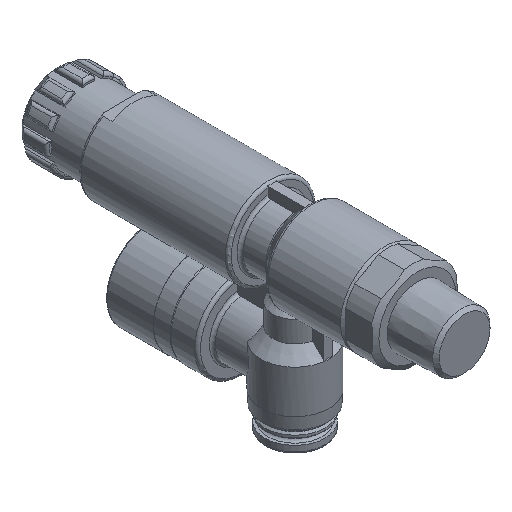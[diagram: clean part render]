
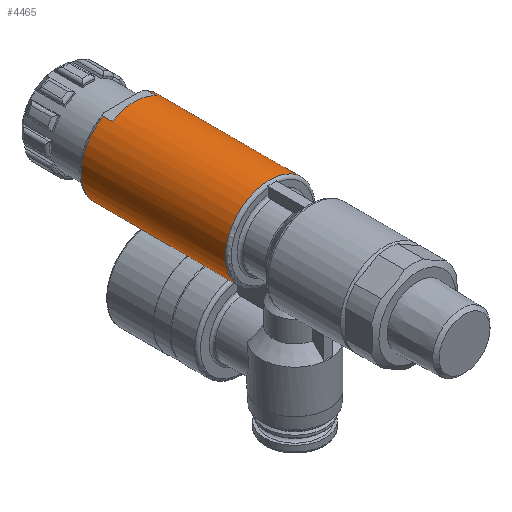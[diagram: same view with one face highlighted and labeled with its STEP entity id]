
A CAD part, isometric view. The second image highlights one B-rep face of the part: STEP entity #4465.
In plain terms, the highlighted cylindrical face has radius 7.5 mm (diameter 15 mm), a full revolution.
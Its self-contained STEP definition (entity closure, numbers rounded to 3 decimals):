
#324=LINE('',#5872,#484);
#325=LINE('',#5876,#485);
#326=LINE('',#5880,#486);
#327=LINE('',#5884,#487);
#328=LINE('',#5885,#488);
#329=LINE('',#5890,#489);
#484=VECTOR('',#5015,1000.);
#485=VECTOR('',#5018,1000.);
#486=VECTOR('',#5021,1000.);
#487=VECTOR('',#5024,1000.);
#488=VECTOR('',#5025,1000.);
#489=VECTOR('',#5028,1000.);
#644=ORIENTED_EDGE('',*,*,#1626,.F.);
#645=ORIENTED_EDGE('',*,*,#1627,.F.);
#646=ORIENTED_EDGE('',*,*,#1628,.F.);
#647=ORIENTED_EDGE('',*,*,#1629,.F.);
#648=ORIENTED_EDGE('',*,*,#1630,.F.);
#649=ORIENTED_EDGE('',*,*,#1631,.F.);
#650=ORIENTED_EDGE('',*,*,#1632,.F.);
#651=ORIENTED_EDGE('',*,*,#1633,.F.);
#652=ORIENTED_EDGE('',*,*,#1634,.F.);
#653=ORIENTED_EDGE('',*,*,#1635,.T.);
#654=ORIENTED_EDGE('',*,*,#1636,.T.);
#655=ORIENTED_EDGE('',*,*,#1637,.F.);
#1626=EDGE_CURVE('',#2117,#2118,#2454,.T.);
#1627=EDGE_CURVE('',#2119,#2117,#324,.F.);
#1628=EDGE_CURVE('',#2120,#2119,#2455,.T.);
#1629=EDGE_CURVE('',#2121,#2120,#325,.T.);
#1630=EDGE_CURVE('',#2122,#2121,#2456,.T.);
#1631=EDGE_CURVE('',#2123,#2122,#326,.F.);
#1632=EDGE_CURVE('',#2124,#2123,#2457,.T.);
#1633=EDGE_CURVE('',#2118,#2124,#327,.T.);
#1634=EDGE_CURVE('',#2125,#2126,#328,.T.);
#1635=EDGE_CURVE('',#2125,#2127,#2458,.T.);
#1636=EDGE_CURVE('',#2127,#2128,#329,.T.);
#1637=EDGE_CURVE('',#2126,#2128,#2459,.T.);
#2117=VERTEX_POINT('',#5870);
#2118=VERTEX_POINT('',#5871);
#2119=VERTEX_POINT('',#5873);
#2120=VERTEX_POINT('',#5875);
#2121=VERTEX_POINT('',#5877);
#2122=VERTEX_POINT('',#5879);
#2123=VERTEX_POINT('',#5881);
#2124=VERTEX_POINT('',#5883);
#2125=VERTEX_POINT('',#5886);
#2126=VERTEX_POINT('',#5887);
#2127=VERTEX_POINT('',#5889);
#2128=VERTEX_POINT('',#5891);
#2454=CIRCLE('',#4662,7.5);
#2455=CIRCLE('',#4663,7.5);
#2456=CIRCLE('',#4664,7.5);
#2457=CIRCLE('',#4665,7.5);
#2458=CIRCLE('',#4666,7.5);
#2459=CIRCLE('',#4667,7.5);
#2611=EDGE_LOOP('',(#644,#645,#646,#647,#648,#649,#650,#651));
#2612=EDGE_LOOP('',(#652,#653,#654,#655));
#2837=FACE_BOUND('',#2611,.T.);
#2838=FACE_BOUND('',#2612,.T.);
#3063=CYLINDRICAL_SURFACE('',#4661,7.5);
#4465=ADVANCED_FACE('',(#2837,#2838),#3063,.T.);
#4661=AXIS2_PLACEMENT_3D('',#5868,#5011,#5012);
#4662=AXIS2_PLACEMENT_3D('',#5869,#5013,#5014);
#4663=AXIS2_PLACEMENT_3D('',#5874,#5016,#5017);
#4664=AXIS2_PLACEMENT_3D('',#5878,#5019,#5020);
#4665=AXIS2_PLACEMENT_3D('',#5882,#5022,#5023);
#4666=AXIS2_PLACEMENT_3D('',#5888,#5026,#5027);
#4667=AXIS2_PLACEMENT_3D('',#5892,#5029,#5030);
#5011=DIRECTION('',(0.,1.,0.));
#5012=DIRECTION('',(0.,0.,1.));
#5013=DIRECTION('',(0.,1.,0.));
#5014=DIRECTION('',(0.,0.,1.));
#5015=DIRECTION('',(0.,1.,0.));
#5016=DIRECTION('',(0.,1.,0.));
#5017=DIRECTION('',(0.,0.,1.));
#5018=DIRECTION('',(0.,1.,0.));
#5019=DIRECTION('',(0.,1.,0.));
#5020=DIRECTION('',(0.,0.,1.));
#5021=DIRECTION('',(0.,1.,0.));
#5022=DIRECTION('',(0.,1.,0.));
#5023=DIRECTION('',(0.,0.,1.));
#5024=DIRECTION('',(0.,1.,0.));
#5025=DIRECTION('',(0.,1.,0.));
#5026=DIRECTION('',(0.,1.,0.));
#5027=DIRECTION('',(0.,0.,1.));
#5028=DIRECTION('',(0.,1.,0.));
#5029=DIRECTION('',(0.,-1.,0.));
#5030=DIRECTION('',(0.,0.,-1.));
#5868=CARTESIAN_POINT('',(0.,60.9,0.));
#5869=CARTESIAN_POINT('',(0.,47.9,0.));
#5870=CARTESIAN_POINT('',(-3.742,47.9,6.5));
#5871=CARTESIAN_POINT('',(3.742,47.9,6.5));
#5872=CARTESIAN_POINT('',(-3.742,60.9,6.5));
#5873=CARTESIAN_POINT('',(-3.742,49.4,6.5));
#5874=CARTESIAN_POINT('',(0.,49.4,0.));
#5875=CARTESIAN_POINT('',(-3.742,49.4,-6.5));
#5876=CARTESIAN_POINT('',(-3.742,60.9,-6.5));
#5877=CARTESIAN_POINT('',(-3.742,47.9,-6.5));
#5878=CARTESIAN_POINT('',(0.,47.9,0.));
#5879=CARTESIAN_POINT('',(3.742,47.9,-6.5));
#5880=CARTESIAN_POINT('',(3.742,60.9,-6.5));
#5881=CARTESIAN_POINT('',(3.742,49.4,-6.5));
#5882=CARTESIAN_POINT('',(0.,49.4,0.));
#5883=CARTESIAN_POINT('',(3.742,49.4,6.5));
#5884=CARTESIAN_POINT('',(3.742,60.9,6.5));
#5885=CARTESIAN_POINT('',(-0.75,60.9,-7.462));
#5886=CARTESIAN_POINT('',(-0.75,25.,-7.462));
#5887=CARTESIAN_POINT('',(-0.75,29.7,-7.462));
#5888=CARTESIAN_POINT('',(0.,25.,0.));
#5889=CARTESIAN_POINT('',(0.75,25.,-7.462));
#5890=CARTESIAN_POINT('',(0.75,60.9,-7.462));
#5891=CARTESIAN_POINT('',(0.75,29.7,-7.462));
#5892=CARTESIAN_POINT('',(0.,29.7,0.));
